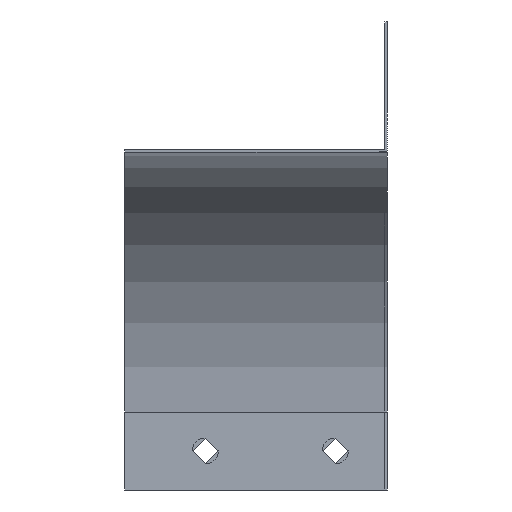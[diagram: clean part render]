
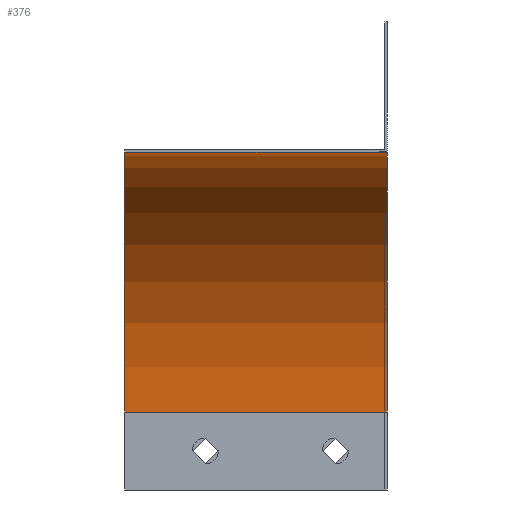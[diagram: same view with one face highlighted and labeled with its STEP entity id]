
A CAD part, left-side view. The second image highlights one B-rep face of the part: STEP entity #376.
In plain terms, the highlighted cylindrical face has radius 100 mm (diameter 200 mm), a partial arc.
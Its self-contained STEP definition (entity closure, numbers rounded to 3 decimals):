
#81 = EDGE_CURVE ( 'NONE', #1792, #1776, #1320, .T. ) ;
#119 = AXIS2_PLACEMENT_3D ( 'NONE', #532, #530, #528 ) ;
#216 = EDGE_CURVE ( 'NONE', #1724, #1776, #910, .T. ) ;
#252 = EDGE_CURVE ( 'NONE', #1737, #1724, #971, .T. ) ;
#254 = EDGE_CURVE ( 'NONE', #1792, #1737, #975, .T. ) ;
#271 = AXIS2_PLACEMENT_3D ( 'NONE', #1535, #1536, #1537 ) ;
#286 = AXIS2_PLACEMENT_3D ( 'NONE', #808, #809, #810 ) ;
#376 = ADVANCED_FACE ( 'NONE', ( #1067 ), #1077, .F. ) ;
#528 = DIRECTION ( 'NONE',  ( 0., 0., -1. ) ) ;
#530 = DIRECTION ( 'NONE',  ( 0., -1., 0. ) ) ;
#532 = CARTESIAN_POINT ( 'NONE',  ( -175., 1., -150. ) ) ;
#588 = CARTESIAN_POINT ( 'NONE',  ( -75., 0., -150. ) ) ;
#603 = CARTESIAN_POINT ( 'NONE',  ( -75., 101., -150. ) ) ;
#642 = CARTESIAN_POINT ( 'NONE',  ( -175., 0., -50. ) ) ;
#658 = CARTESIAN_POINT ( 'NONE',  ( -175., 101., -50. ) ) ;
#808 = CARTESIAN_POINT ( 'NONE',  ( -175., 0., -150. ) ) ;
#809 = DIRECTION ( 'NONE',  ( 0., -1., 0. ) ) ;
#810 = DIRECTION ( 'NONE',  ( 0., 0., -1. ) ) ;
#910 = CIRCLE ( 'NONE', #286, 100. ) ;
#971 = LINE ( 'NONE', #1526, #974 ) ;
#974 = VECTOR ( 'NONE', #1527, 1000. ) ;
#975 = CIRCLE ( 'NONE', #271, 100. ) ;
#1067 = FACE_OUTER_BOUND ( 'NONE', #1131, .T. ) ;
#1077 = CYLINDRICAL_SURFACE ( 'NONE', #119, 100. ) ;
#1131 = EDGE_LOOP ( 'NONE', ( #1234, #1235, #1236, #1237 ) ) ;
#1234 = ORIENTED_EDGE ( 'NONE', *, *, #216, .T. ) ;
#1235 = ORIENTED_EDGE ( 'NONE', *, *, #81, .F. ) ;
#1236 = ORIENTED_EDGE ( 'NONE', *, *, #254, .T. ) ;
#1237 = ORIENTED_EDGE ( 'NONE', *, *, #252, .T. ) ;
#1320 = LINE ( 'NONE', #1421, #1321 ) ;
#1321 = VECTOR ( 'NONE', #1422, 1000. ) ;
#1421 = CARTESIAN_POINT ( 'NONE',  ( -175., 1., -50. ) ) ;
#1422 = DIRECTION ( 'NONE',  ( 0., -1., 0. ) ) ;
#1526 = CARTESIAN_POINT ( 'NONE',  ( -75., 1., -150. ) ) ;
#1527 = DIRECTION ( 'NONE',  ( 0., -1., 0. ) ) ;
#1535 = CARTESIAN_POINT ( 'NONE',  ( -175., 101., -150. ) ) ;
#1536 = DIRECTION ( 'NONE',  ( 0., 1., 0. ) ) ;
#1537 = DIRECTION ( 'NONE',  ( 0., 0., 1. ) ) ;
#1724 = VERTEX_POINT ( 'NONE', #588 ) ;
#1737 = VERTEX_POINT ( 'NONE', #603 ) ;
#1776 = VERTEX_POINT ( 'NONE', #642 ) ;
#1792 = VERTEX_POINT ( 'NONE', #658 ) ;
